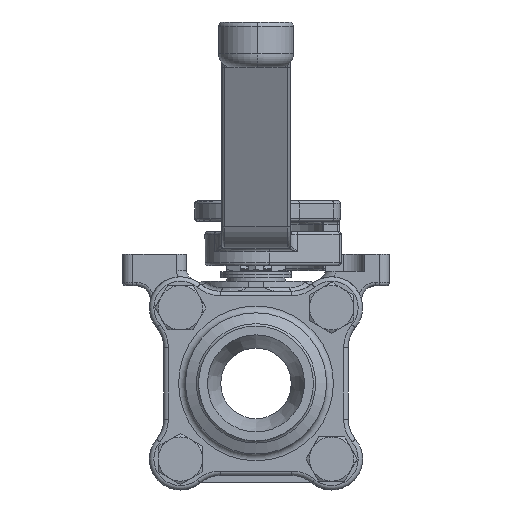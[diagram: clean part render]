
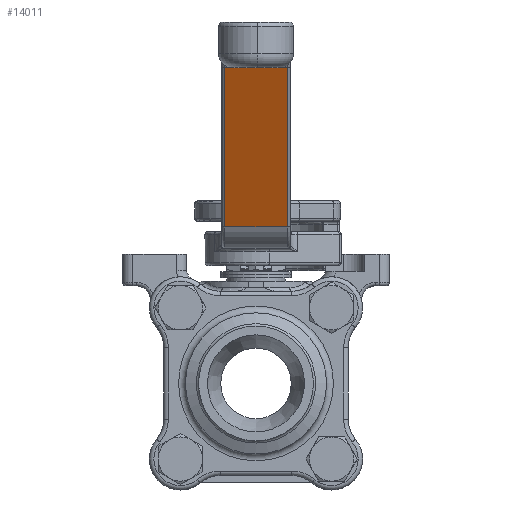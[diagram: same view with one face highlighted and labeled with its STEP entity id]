
A CAD part, left-side view. The second image highlights one B-rep face of the part: STEP entity #14011.
In plain terms, the highlighted planar face has unit normal (-0.906, 0, -0.423).
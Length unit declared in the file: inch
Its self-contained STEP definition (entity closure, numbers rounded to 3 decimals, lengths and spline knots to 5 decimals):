
#2004=FACE_OUTER_BOUND('',#2868,.T.);
#2868=EDGE_LOOP('',(#9613,#9614,#9615,#9616));
#3821=LINE('',#22373,#4696);
#3827=LINE('',#22489,#4702);
#3828=LINE('',#22493,#4703);
#3829=LINE('',#22494,#4704);
#4696=VECTOR('',#17371,2.02953);
#4702=VECTOR('',#17405,0.72441);
#4703=VECTOR('',#17410,0.72441);
#4704=VECTOR('',#17411,2.02953);
#5674=VERTEX_POINT('',#22363);
#5676=VERTEX_POINT('',#22369);
#5689=VERTEX_POINT('',#22488);
#5690=VERTEX_POINT('',#22492);
#7121=EDGE_CURVE('',#5674,#5676,#3821,.T.);
#7138=EDGE_CURVE('',#5676,#5689,#3827,.T.);
#7140=EDGE_CURVE('',#5690,#5674,#3828,.T.);
#7141=EDGE_CURVE('',#5689,#5690,#3829,.T.);
#9613=ORIENTED_EDGE('',*,*,#7121,.F.);
#9614=ORIENTED_EDGE('',*,*,#7140,.F.);
#9615=ORIENTED_EDGE('',*,*,#7141,.F.);
#9616=ORIENTED_EDGE('',*,*,#7138,.F.);
#12736=PLANE('',#15086);
#14011=ADVANCED_FACE('',(#2004),#12736,.T.);
#15086=AXIS2_PLACEMENT_3D('',#22491,#17408,#17409);
#17371=DIRECTION('',(0.423,0.,-0.906));
#17405=DIRECTION('',(0.,1.,0.));
#17408=DIRECTION('center_axis',(-0.906,0.,
-0.423));
#17409=DIRECTION('ref_axis',(0.423,0.,-0.906));
#17410=DIRECTION('',(0.,-1.,0.));
#17411=DIRECTION('',(-0.423,0.,0.906));
#22363=CARTESIAN_POINT('',(-2.30138,-0.3622,3.64905));
#22369=CARTESIAN_POINT('',(-1.44367,-0.3622,1.80967));
#22373=CARTESIAN_POINT('',(-2.56161,-0.3622,4.20711));
#22488=CARTESIAN_POINT('',(-1.44367,0.3622,1.80967));
#22489=CARTESIAN_POINT('',(-1.44367,0.19685,1.80967));
#22491=CARTESIAN_POINT('Origin',(-2.46038,0.3937,3.99002));
#22492=CARTESIAN_POINT('',(-2.30138,0.3622,3.64905));
#22493=CARTESIAN_POINT('',(-2.30138,0.3937,3.64905));
#22494=CARTESIAN_POINT('',(-2.60685,0.3622,4.30412));
